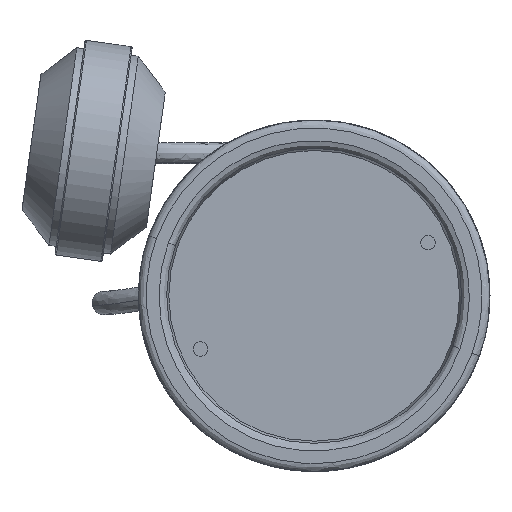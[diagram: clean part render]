
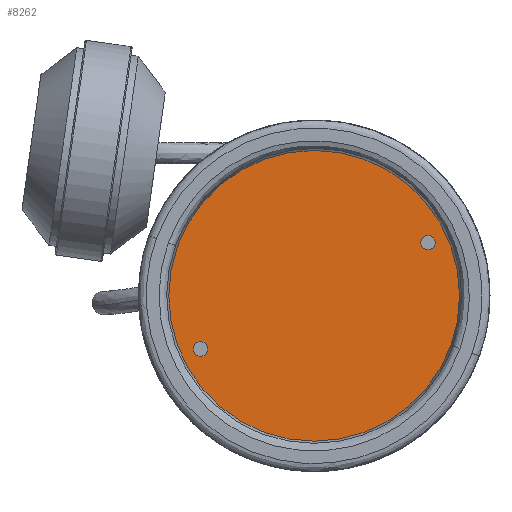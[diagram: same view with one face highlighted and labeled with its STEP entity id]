
A CAD part, front view. The second image highlights one B-rep face of the part: STEP entity #8262.
In plain terms, the highlighted planar face has unit normal (0, -1, 0).
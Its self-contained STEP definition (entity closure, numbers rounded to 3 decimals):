
#2201 = CIRCLE ( 'NONE', #6426, 2.75 ) ;
#2852 = VERTEX_POINT ( 'NONE', #79718 ) ;
#3745 = CARTESIAN_POINT ( 'NONE',  ( 36.338, 5.2, 33.588 ) ) ;
#3836 = CARTESIAN_POINT ( 'NONE',  ( 0., 5.2, 55. ) ) ;
#4959 = CIRCLE ( 'NONE', #27644, 55. ) ;
#6426 = AXIS2_PLACEMENT_3D ( 'NONE', #10892, #65013, #31285 ) ;
#7970 = CIRCLE ( 'NONE', #50423, 2.75 ) ;
#8262 = ADVANCED_FACE ( 'NONE', ( #86953, #80772, #72401 ), #46157, .F. ) ;
#10344 = DIRECTION ( 'NONE',  ( 0., -1., 0. ) ) ;
#10892 = CARTESIAN_POINT ( 'NONE',  ( 33.588, 5.2, 33.588 ) ) ;
#11154 = AXIS2_PLACEMENT_3D ( 'NONE', #60356, #25344, #31996 ) ;
#12021 = DIRECTION ( 'NONE',  ( 1., 0., 0. ) ) ;
#15103 = ORIENTED_EDGE ( 'NONE', *, *, #63427, .F. ) ;
#16789 = CARTESIAN_POINT ( 'NONE',  ( -33.588, 5.2, -33.588 ) ) ;
#19357 = ORIENTED_EDGE ( 'NONE', *, *, #29936, .T. ) ;
#21315 = VERTEX_POINT ( 'NONE', #23469 ) ;
#21432 = CARTESIAN_POINT ( 'NONE',  ( 0., 5.2, 0. ) ) ;
#21997 = EDGE_CURVE ( 'NONE', #23057, #2852, #29052, .T. ) ;
#22398 = VERTEX_POINT ( 'NONE', #3836 ) ;
#23057 = VERTEX_POINT ( 'NONE', #67074 ) ;
#23438 = DIRECTION ( 'NONE',  ( 0., -1., 0. ) ) ;
#23469 = CARTESIAN_POINT ( 'NONE',  ( 0., 5.2, -55. ) ) ;
#24028 = CARTESIAN_POINT ( 'NONE',  ( -33.588, 5.2, -33.588 ) ) ;
#25344 = DIRECTION ( 'NONE',  ( 0., 1., 0. ) ) ;
#26377 = EDGE_CURVE ( 'NONE', #40576, #28645, #2201, .T. ) ;
#26792 = EDGE_CURVE ( 'NONE', #28645, #40576, #7970, .T. ) ;
#27644 = AXIS2_PLACEMENT_3D ( 'NONE', #60080, #81372, #68092 ) ;
#28645 = VERTEX_POINT ( 'NONE', #80428 ) ;
#29052 = CIRCLE ( 'NONE', #30502, 2.75 ) ;
#29936 = EDGE_CURVE ( 'NONE', #21315, #22398, #47778, .T. ) ;
#30502 = AXIS2_PLACEMENT_3D ( 'NONE', #24028, #72807, #12021 ) ;
#31285 = DIRECTION ( 'NONE',  ( 1., 0., 0. ) ) ;
#31996 = DIRECTION ( 'NONE',  ( 0., 0., 1. ) ) ;
#32577 = ORIENTED_EDGE ( 'NONE', *, *, #26792, .F. ) ;
#36084 = CARTESIAN_POINT ( 'NONE',  ( 33.588, 5.2, 33.588 ) ) ;
#38147 = CIRCLE ( 'NONE', #55198, 2.75 ) ;
#40576 = VERTEX_POINT ( 'NONE', #3745 ) ;
#43828 = DIRECTION ( 'NONE',  ( 1., 0., 0. ) ) ;
#46157 = PLANE ( 'NONE',  #11154 ) ;
#47589 = DIRECTION ( 'NONE',  ( 0., -1., 0. ) ) ;
#47778 = CIRCLE ( 'NONE', #63389, 55. ) ;
#47801 = ORIENTED_EDGE ( 'NONE', *, *, #21997, .F. ) ;
#48146 = EDGE_LOOP ( 'NONE', ( #15103, #47801 ) ) ;
#50423 = AXIS2_PLACEMENT_3D ( 'NONE', #36084, #10344, #64463 ) ;
#55198 = AXIS2_PLACEMENT_3D ( 'NONE', #16789, #23438, #43828 ) ;
#57091 = ORIENTED_EDGE ( 'NONE', *, *, #26377, .F. ) ;
#60080 = CARTESIAN_POINT ( 'NONE',  ( 0., 5.2, 0. ) ) ;
#60356 = CARTESIAN_POINT ( 'NONE',  ( -110., 5.2, -110. ) ) ;
#61350 = DIRECTION ( 'NONE',  ( 0., 0., -1. ) ) ;
#63389 = AXIS2_PLACEMENT_3D ( 'NONE', #21432, #47589, #61350 ) ;
#63427 = EDGE_CURVE ( 'NONE', #2852, #23057, #38147, .T. ) ;
#64463 = DIRECTION ( 'NONE',  ( 1., 0., 0. ) ) ;
#65013 = DIRECTION ( 'NONE',  ( 0., -1., 0. ) ) ;
#65189 = EDGE_LOOP ( 'NONE', ( #57091, #32577 ) ) ;
#67074 = CARTESIAN_POINT ( 'NONE',  ( -36.338, 5.2, -33.588 ) ) ;
#68092 = DIRECTION ( 'NONE',  ( 0., 0., -1. ) ) ;
#69842 = EDGE_CURVE ( 'NONE', #22398, #21315, #4959, .T. ) ;
#72401 = FACE_OUTER_BOUND ( 'NONE', #73852, .T. ) ;
#72807 = DIRECTION ( 'NONE',  ( 0., -1., 0. ) ) ;
#73852 = EDGE_LOOP ( 'NONE', ( #19357, #83616 ) ) ;
#79718 = CARTESIAN_POINT ( 'NONE',  ( -30.838, 5.2, -33.588 ) ) ;
#80428 = CARTESIAN_POINT ( 'NONE',  ( 30.838, 5.2, 33.588 ) ) ;
#80772 = FACE_BOUND ( 'NONE', #48146, .T. ) ;
#81372 = DIRECTION ( 'NONE',  ( 0., -1., 0. ) ) ;
#83616 = ORIENTED_EDGE ( 'NONE', *, *, #69842, .T. ) ;
#86953 = FACE_BOUND ( 'NONE', #65189, .T. ) ;
